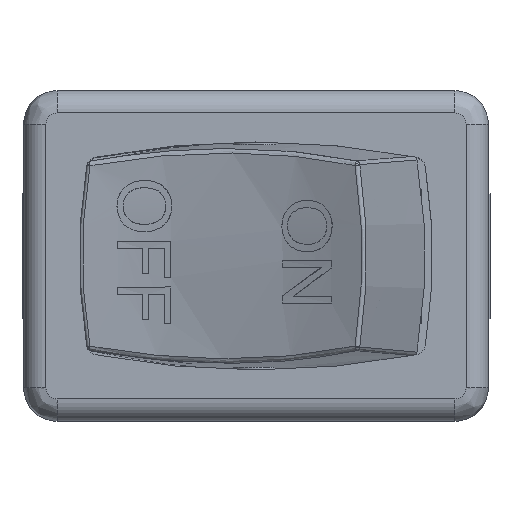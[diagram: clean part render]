
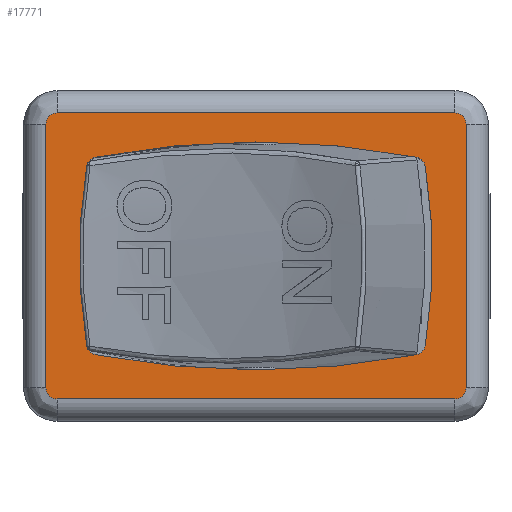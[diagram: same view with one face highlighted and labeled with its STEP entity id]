
A CAD part, top view. The second image highlights one B-rep face of the part: STEP entity #17771.
In plain terms, the highlighted planar face has unit normal (0, 0, 1).
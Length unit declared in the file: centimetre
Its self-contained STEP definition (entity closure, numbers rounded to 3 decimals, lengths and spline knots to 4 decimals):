
#441=FACE_BOUND('',#3106,.T.);
#491=CIRCLE('',#17965,0.05);
#532=CIRCLE('',#18496,3.82);
#533=CIRCLE('',#18498,0.05);
#536=CIRCLE('',#18502,3.82);
#538=CIRCLE('',#18505,0.05);
#540=CIRCLE('',#18508,2.5);
#542=CIRCLE('',#18511,0.05);
#546=CIRCLE('',#18517,0.05);
#550=CIRCLE('',#18521,0.05);
#554=CIRCLE('',#18527,0.05);
#558=CIRCLE('',#18531,0.05);
#1119=PLANE('',#18537);
#2064=FACE_OUTER_BOUND('',#3105,.T.);
#3105=EDGE_LOOP('',(#16739,#16740,#16741,#16742,#16743,#16744,#16745,#16746));
#3106=EDGE_LOOP('',(#16747,#16748,#16749,#16750,#16751,#16752,#16753,#16754,
#16755,#16756,#16757,#16758));
#3150=B_SPLINE_CURVE_WITH_KNOTS('',3,(#22438,#22439,#22440,#22441,#22442,
#22443,#22444),.UNSPECIFIED.,.F.,.F.,(4,3,4),(0.,0.0016,0.0032),
 .UNSPECIFIED.);
#3152=B_SPLINE_CURVE_WITH_KNOTS('',3,(#22474,#22475,#22476,#22477,#22478,
#22479),.UNSPECIFIED.,.F.,.F.,(4,2,4),(0.0125,0.0159,
0.0213),.UNSPECIFIED.);
#3165=B_SPLINE_CURVE_WITH_KNOTS('',3,(#22649,#22650,#22651,#22652,#22653,
#22654),.UNSPECIFIED.,.F.,.F.,(4,2,4),(0.0212,0.4484,
0.8367),.UNSPECIFIED.);
#3188=B_SPLINE_CURVE_WITH_KNOTS('',3,(#23044,#23045,#23046,#23047,#23048,
#23049,#23050),.UNSPECIFIED.,.F.,.F.,(4,3,4),(0.,0.0016,0.0032),
 .UNSPECIFIED.);
#3190=B_SPLINE_CURVE_WITH_KNOTS('',3,(#23074,#23075,#23076,#23077,#23078,
#23079),.UNSPECIFIED.,.F.,.F.,(4,2,4),(0.,0.0067,0.0088),
 .UNSPECIFIED.);
#5563=LINE('',#37735,#7299);
#5565=LINE('',#37771,#7301);
#5568=LINE('',#37778,#7304);
#5570=LINE('',#37809,#7306);
#7299=VECTOR('',#21713,1.);
#7301=VECTOR('',#21733,1.);
#7304=VECTOR('',#21740,1.);
#7306=VECTOR('',#21756,1.);
#7444=VERTEX_POINT('',#22436);
#7445=VERTEX_POINT('',#22437);
#7448=VERTEX_POINT('',#22473);
#7458=VERTEX_POINT('',#22648);
#7478=VERTEX_POINT('',#23043);
#7480=VERTEX_POINT('',#23073);
#7587=VERTEX_POINT('',#29781);
#9002=VERTEX_POINT('',#37699);
#9003=VERTEX_POINT('',#37703);
#9006=VERTEX_POINT('',#37711);
#9008=VERTEX_POINT('',#37717);
#9010=VERTEX_POINT('',#37723);
#9012=VERTEX_POINT('',#37732);
#9013=VERTEX_POINT('',#37734);
#9016=VERTEX_POINT('',#37749);
#9017=VERTEX_POINT('',#37762);
#9020=VERTEX_POINT('',#37769);
#9021=VERTEX_POINT('',#37774);
#9024=VERTEX_POINT('',#37789);
#9025=VERTEX_POINT('',#37802);
#9213=EDGE_CURVE('',#7444,#7445,#3150,.T.);
#9217=EDGE_CURVE('',#7448,#7444,#3152,.T.);
#9230=EDGE_CURVE('',#7445,#7458,#3165,.T.);
#9264=EDGE_CURVE('',#7458,#7478,#3188,.T.);
#9267=EDGE_CURVE('',#7478,#7480,#3190,.T.);
#9437=EDGE_CURVE('',#7480,#7587,#491,.T.);
#11564=EDGE_CURVE('',#7587,#9002,#532,.T.);
#11565=EDGE_CURVE('',#9003,#7448,#533,.T.);
#11569=EDGE_CURVE('',#9006,#9003,#536,.T.);
#11572=EDGE_CURVE('',#9008,#9006,#538,.T.);
#11575=EDGE_CURVE('',#9010,#9008,#540,.T.);
#11578=EDGE_CURVE('',#9002,#9010,#542,.T.);
#11580=EDGE_CURVE('',#9012,#9013,#5563,.T.);
#11584=EDGE_CURVE('',#9016,#9012,#546,.T.);
#11588=EDGE_CURVE('',#9013,#9017,#550,.T.);
#11590=EDGE_CURVE('',#9020,#9016,#5565,.T.);
#11594=EDGE_CURVE('',#9017,#9021,#5568,.T.);
#11596=EDGE_CURVE('',#9024,#9020,#554,.T.);
#11600=EDGE_CURVE('',#9021,#9025,#558,.T.);
#11602=EDGE_CURVE('',#9025,#9024,#5570,.T.);
#16739=ORIENTED_EDGE('',*,*,#11580,.F.);
#16740=ORIENTED_EDGE('',*,*,#11584,.F.);
#16741=ORIENTED_EDGE('',*,*,#11590,.F.);
#16742=ORIENTED_EDGE('',*,*,#11596,.F.);
#16743=ORIENTED_EDGE('',*,*,#11602,.F.);
#16744=ORIENTED_EDGE('',*,*,#11600,.F.);
#16745=ORIENTED_EDGE('',*,*,#11594,.F.);
#16746=ORIENTED_EDGE('',*,*,#11588,.F.);
#16747=ORIENTED_EDGE('',*,*,#9267,.T.);
#16748=ORIENTED_EDGE('',*,*,#9437,.T.);
#16749=ORIENTED_EDGE('',*,*,#11564,.T.);
#16750=ORIENTED_EDGE('',*,*,#11578,.T.);
#16751=ORIENTED_EDGE('',*,*,#11575,.T.);
#16752=ORIENTED_EDGE('',*,*,#11572,.T.);
#16753=ORIENTED_EDGE('',*,*,#11569,.T.);
#16754=ORIENTED_EDGE('',*,*,#11565,.T.);
#16755=ORIENTED_EDGE('',*,*,#9217,.T.);
#16756=ORIENTED_EDGE('',*,*,#9213,.T.);
#16757=ORIENTED_EDGE('',*,*,#9230,.T.);
#16758=ORIENTED_EDGE('',*,*,#9264,.T.);
#17771=ADVANCED_FACE('',(#2064,#441),#1119,.T.);
#17965=AXIS2_PLACEMENT_3D('',#29783,#19093,#19094);
#18496=AXIS2_PLACEMENT_3D('',#37701,#21671,#21672);
#18498=AXIS2_PLACEMENT_3D('',#37704,#21675,#21676);
#18502=AXIS2_PLACEMENT_3D('',#37712,#21684,#21685);
#18505=AXIS2_PLACEMENT_3D('',#37718,#21691,#21692);
#18508=AXIS2_PLACEMENT_3D('',#37724,#21698,#21699);
#18511=AXIS2_PLACEMENT_3D('',#37728,#21705,#21706);
#18517=AXIS2_PLACEMENT_3D('',#37751,#21719,#21720);
#18521=AXIS2_PLACEMENT_3D('',#37766,#21727,#21728);
#18527=AXIS2_PLACEMENT_3D('',#37791,#21743,#21744);
#18531=AXIS2_PLACEMENT_3D('',#37806,#21751,#21752);
#18537=AXIS2_PLACEMENT_3D('',#37819,#21770,#21771);
#19093=DIRECTION('center_axis',(0.,0.,
-1.));
#19094=DIRECTION('ref_axis',(0.188,-0.982,0.));
#21671=DIRECTION('center_axis',(0.,0.,
-1.));
#21672=DIRECTION('ref_axis',(-0.188,-0.982,0.));
#21675=DIRECTION('center_axis',(0.,0.,
-1.));
#21676=DIRECTION('ref_axis',(0.987,0.16,0.));
#21684=DIRECTION('center_axis',(0.,0.,
-1.));
#21685=DIRECTION('ref_axis',(0.188,0.982,0.));
#21691=DIRECTION('center_axis',(0.,0.,
-1.));
#21692=DIRECTION('ref_axis',(-0.188,0.982,0.));
#21698=DIRECTION('center_axis',(0.,0.,
-1.));
#21699=DIRECTION('ref_axis',(-0.987,0.16,0.));
#21705=DIRECTION('center_axis',(0.,0.,
-1.));
#21706=DIRECTION('ref_axis',(-0.987,-0.16,0.));
#21713=DIRECTION('',(0.,1.,0.));
#21719=DIRECTION('center_axis',(0.,0.,
-1.));
#21720=DIRECTION('ref_axis',(-0.707,-0.707,0.));
#21727=DIRECTION('center_axis',(0.,0.,
-1.));
#21728=DIRECTION('ref_axis',(-0.707,0.707,0.));
#21733=DIRECTION('',(-1.,0.,0.));
#21740=DIRECTION('',(1.,0.,0.));
#21743=DIRECTION('center_axis',(0.,0.,
-1.));
#21744=DIRECTION('ref_axis',(0.707,-0.707,0.));
#21751=DIRECTION('center_axis',(0.,0.,
-1.));
#21752=DIRECTION('ref_axis',(0.707,0.707,0.));
#21756=DIRECTION('',(0.,-1.,0.));
#21770=DIRECTION('center_axis',(0.,0.,
1.));
#21771=DIRECTION('ref_axis',(1.,0.,0.));
#22436=CARTESIAN_POINT('',(-0.7561,-0.4096,1.6));
#22437=CARTESIAN_POINT('',(-0.7568,-0.4065,1.6));
#22438=CARTESIAN_POINT('Ctrl Pts',(-0.7561,-0.4096,
1.6));
#22439=CARTESIAN_POINT('Ctrl Pts',(-0.7563,-0.409,
1.6));
#22440=CARTESIAN_POINT('Ctrl Pts',(-0.7564,-0.4085,
1.6));
#22441=CARTESIAN_POINT('Ctrl Pts',(-0.7565,-0.408,
1.6));
#22442=CARTESIAN_POINT('Ctrl Pts',(-0.7566,-0.4075,
1.6));
#22443=CARTESIAN_POINT('Ctrl Pts',(-0.7567,-0.407,
1.6));
#22444=CARTESIAN_POINT('Ctrl Pts',(-0.7568,-0.4065,
1.6));
#22473=CARTESIAN_POINT('',(-0.752,-0.4172,1.6));
#22474=CARTESIAN_POINT('Ctrl Pts',(-0.752,-0.4172,
1.6));
#22475=CARTESIAN_POINT('Ctrl Pts',(-0.7527,-0.4164,
1.6));
#22476=CARTESIAN_POINT('Ctrl Pts',(-0.7534,-0.4155,
1.6));
#22477=CARTESIAN_POINT('Ctrl Pts',(-0.7549,-0.413,
1.6));
#22478=CARTESIAN_POINT('Ctrl Pts',(-0.7556,-0.4113,
1.6));
#22479=CARTESIAN_POINT('Ctrl Pts',(-0.7561,-0.4096,
1.6));
#22648=CARTESIAN_POINT('',(-0.7568,0.4065,1.6));
#22649=CARTESIAN_POINT('Ctrl Pts',(-0.7568,-0.4065,
1.6));
#22650=CARTESIAN_POINT('Ctrl Pts',(-0.7809,-0.2661,
1.6));
#22651=CARTESIAN_POINT('Ctrl Pts',(-0.7924,-0.1233,
1.6));
#22652=CARTESIAN_POINT('Ctrl Pts',(-0.7902,0.1492,
1.6));
#22653=CARTESIAN_POINT('Ctrl Pts',(-0.7787,0.2788,
1.6));
#22654=CARTESIAN_POINT('Ctrl Pts',(-0.7568,0.4065,
1.6));
#23043=CARTESIAN_POINT('',(-0.7561,0.4096,1.6));
#23044=CARTESIAN_POINT('Ctrl Pts',(-0.7568,0.4065,
1.6));
#23045=CARTESIAN_POINT('Ctrl Pts',(-0.7567,0.407,
1.6));
#23046=CARTESIAN_POINT('Ctrl Pts',(-0.7566,0.4075,
1.6));
#23047=CARTESIAN_POINT('Ctrl Pts',(-0.7565,0.408,
1.6));
#23048=CARTESIAN_POINT('Ctrl Pts',(-0.7564,0.4085,
1.6));
#23049=CARTESIAN_POINT('Ctrl Pts',(-0.7563,0.409,
1.6));
#23050=CARTESIAN_POINT('Ctrl Pts',(-0.7561,0.4096,1.6));
#23073=CARTESIAN_POINT('',(-0.752,0.4172,1.6));
#23074=CARTESIAN_POINT('Ctrl Pts',(-0.7561,0.4096,
1.6));
#23075=CARTESIAN_POINT('Ctrl Pts',(-0.7555,0.4117,
1.6));
#23076=CARTESIAN_POINT('Ctrl Pts',(-0.7546,0.4138,
1.6));
#23077=CARTESIAN_POINT('Ctrl Pts',(-0.7529,0.4162,
1.6));
#23078=CARTESIAN_POINT('Ctrl Pts',(-0.7524,0.4167,
1.6));
#23079=CARTESIAN_POINT('Ctrl Pts',(-0.752,0.4172,
1.6));
#29781=CARTESIAN_POINT('',(-0.7177,0.442,1.6));
#29783=CARTESIAN_POINT('Origin',(-0.7083,0.3929,1.6));
#37699=CARTESIAN_POINT('',(0.7177,0.442,1.6));
#37701=CARTESIAN_POINT('Origin',(0.,-3.31,1.6));
#37703=CARTESIAN_POINT('',(-0.7177,-0.442,1.6));
#37704=CARTESIAN_POINT('Origin',(-0.7083,-0.3929,
1.6));
#37711=CARTESIAN_POINT('',(0.7177,-0.442,1.6));
#37712=CARTESIAN_POINT('Origin',(0.,3.31,1.6));
#37717=CARTESIAN_POINT('',(0.7576,-0.4009,1.6));
#37718=CARTESIAN_POINT('Origin',(0.7083,-0.3929,1.6));
#37723=CARTESIAN_POINT('',(0.7576,0.4009,1.6));
#37724=CARTESIAN_POINT('Origin',(-1.71,0.,1.6));
#37728=CARTESIAN_POINT('Origin',(0.7083,0.3929,1.6));
#37732=CARTESIAN_POINT('',(-0.94,-0.59,1.6));
#37734=CARTESIAN_POINT('',(-0.94,0.59,1.6));
#37735=CARTESIAN_POINT('',(-0.94,-0.295,1.6));
#37749=CARTESIAN_POINT('',(-0.89,-0.64,1.6));
#37751=CARTESIAN_POINT('Origin',(-0.89,-0.59,1.6));
#37762=CARTESIAN_POINT('',(-0.89,0.64,1.6));
#37766=CARTESIAN_POINT('Origin',(-0.89,0.59,1.6));
#37769=CARTESIAN_POINT('',(0.89,-0.64,1.6));
#37771=CARTESIAN_POINT('',(0.445,-0.64,1.6));
#37774=CARTESIAN_POINT('',(0.89,0.64,1.6));
#37778=CARTESIAN_POINT('',(-0.445,0.64,1.6));
#37789=CARTESIAN_POINT('',(0.94,-0.59,1.6));
#37791=CARTESIAN_POINT('Origin',(0.89,-0.59,1.6));
#37802=CARTESIAN_POINT('',(0.94,0.59,1.6));
#37806=CARTESIAN_POINT('Origin',(0.89,0.59,1.6));
#37809=CARTESIAN_POINT('',(0.94,0.295,1.6));
#37819=CARTESIAN_POINT('Origin',(0.,0.,
1.6));
